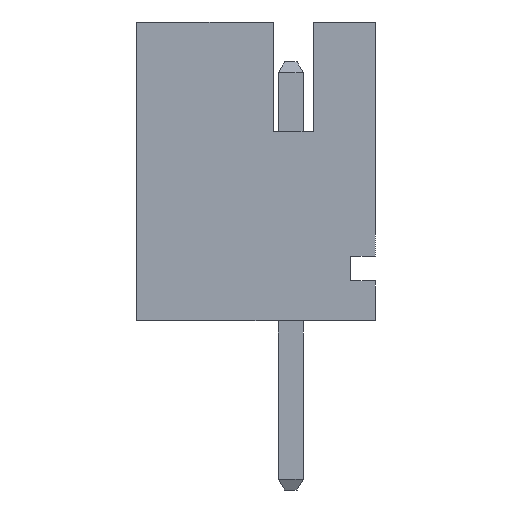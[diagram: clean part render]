
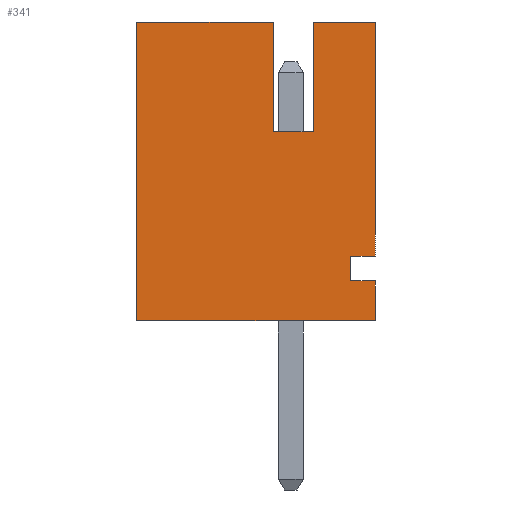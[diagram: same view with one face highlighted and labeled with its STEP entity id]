
A CAD part, left-side view. The second image highlights one B-rep face of the part: STEP entity #341.
In plain terms, the highlighted planar face has unit normal (-1, 0, 0).
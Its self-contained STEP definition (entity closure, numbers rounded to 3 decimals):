
#341=ADVANCED_FACE('',(#927),#929,.T.);
#927=FACE_BOUND('',#928,.T.);
#928=EDGE_LOOP('',(#1396,#1397,#1398,#1399,#1400,#1401,#1402,#1403,#1404,#1405,#1406,
#1407));
#929=PLANE('',#930);
#930=AXIS2_PLACEMENT_3D('',#931,#932,#933);
#931=CARTESIAN_POINT('',(-6.,3.1,0.));
#932=DIRECTION('',(-1.,0.,0.));
#933=DIRECTION('',(0.,-1.,0.));
#1396=ORIENTED_EDGE('',*,*,#1740,.T.);
#1397=ORIENTED_EDGE('',*,*,#1741,.T.);
#1398=ORIENTED_EDGE('',*,*,#1742,.F.);
#1399=ORIENTED_EDGE('',*,*,#1716,.F.);
#1400=ORIENTED_EDGE('',*,*,#1732,.T.);
#1401=ORIENTED_EDGE('',*,*,#1739,.T.);
#1402=ORIENTED_EDGE('',*,*,#1743,.T.);
#1403=ORIENTED_EDGE('',*,*,#1744,.T.);
#1404=ORIENTED_EDGE('',*,*,#1745,.T.);
#1405=ORIENTED_EDGE('',*,*,#1746,.T.);
#1406=ORIENTED_EDGE('',*,*,#1747,.F.);
#1407=ORIENTED_EDGE('',*,*,#1748,.T.);
#1716=EDGE_CURVE('',#1923,#1925,#1926,.T.);
#1732=EDGE_CURVE('',#1923,#1948,#1950,.T.);
#1739=EDGE_CURVE('',#1948,#1961,#1963,.T.);
#1740=EDGE_CURVE('',#1964,#1965,#1966,.F.);
#1741=EDGE_CURVE('',#1965,#1967,#1968,.F.);
#1742=EDGE_CURVE('',#1925,#1967,#1969,.T.);
#1743=EDGE_CURVE('',#1961,#1970,#1971,.F.);
#1744=EDGE_CURVE('',#1970,#1972,#1973,.T.);
#1745=EDGE_CURVE('',#1972,#1974,#1975,.F.);
#1746=EDGE_CURVE('',#1974,#1976,#1977,.T.);
#1747=EDGE_CURVE('',#1978,#1976,#1979,.T.);
#1748=EDGE_CURVE('',#1978,#1964,#1980,.F.);
#1923=VERTEX_POINT('',#2279);
#1925=VERTEX_POINT('',#2283);
#1926=LINE('',#2284,#2285);
#1948=VERTEX_POINT('',#2336);
#1950=LINE('',#2340,#2341);
#1961=VERTEX_POINT('',#2363);
#1963=LINE('',#2367,#2368);
#1964=VERTEX_POINT('',#2370);
#1965=VERTEX_POINT('',#2371);
#1966=LINE('',#2372,#2373);
#1967=VERTEX_POINT('',#2375);
#1968=LINE('',#2376,#2377);
#1969=LINE('',#2379,#2380);
#1970=VERTEX_POINT('',#2382);
#1971=LINE('',#2383,#2384);
#1972=VERTEX_POINT('',#2386);
#1973=LINE('',#2387,#2388);
#1974=VERTEX_POINT('',#2390);
#1975=LINE('',#2391,#2392);
#1976=VERTEX_POINT('',#2394);
#1977=LINE('',#2395,#2396);
#1978=VERTEX_POINT('',#2398);
#1979=LINE('',#2399,#2400);
#1980=LINE('',#2402,#2403);
#2279=CARTESIAN_POINT('',(-6.,3.1,0.));
#2283=CARTESIAN_POINT('',(-6.,3.1,6.));
#2284=CARTESIAN_POINT('',(-6.,3.1,0.));
#2285=VECTOR('',#2286,1.);
#2286=DIRECTION('',(0.,0.,1.));
#2336=CARTESIAN_POINT('',(-6.,-1.7,0.));
#2340=CARTESIAN_POINT('',(-6.,3.1,0.));
#2341=VECTOR('',#2342,1.);
#2342=DIRECTION('',(0.,-1.,0.));
#2363=CARTESIAN_POINT('',(-6.,-1.7,0.8));
#2367=CARTESIAN_POINT('',(-6.,-1.7,0.));
#2368=VECTOR('',#2369,1.);
#2369=DIRECTION('',(0.,0.,1.));
#2370=CARTESIAN_POINT('',(-6.,-0.45,3.8));
#2371=CARTESIAN_POINT('',(-6.,0.35,3.8));
#2372=CARTESIAN_POINT('',(-6.,0.35,3.8));
#2373=VECTOR('',#2374,1.);
#2374=DIRECTION('',(0.,-1.,0.));
#2375=CARTESIAN_POINT('',(-6.,0.35,6.));
#2376=CARTESIAN_POINT('',(-6.,0.35,6.));
#2377=VECTOR('',#2378,1.);
#2378=DIRECTION('',(0.,0.,-1.));
#2379=CARTESIAN_POINT('',(-6.,3.1,6.));
#2380=VECTOR('',#2381,1.);
#2381=DIRECTION('',(0.,-1.,0.));
#2382=CARTESIAN_POINT('',(-6.,-1.2,0.8));
#2383=CARTESIAN_POINT('',(-6.,-1.2,0.8));
#2384=VECTOR('',#2385,1.);
#2385=DIRECTION('',(0.,-1.,0.));
#2386=CARTESIAN_POINT('',(-6.,-1.2,1.3));
#2387=CARTESIAN_POINT('',(-6.,-1.2,0.8));
#2388=VECTOR('',#2389,1.);
#2389=DIRECTION('',(0.,0.,1.));
#2390=CARTESIAN_POINT('',(-6.,-1.7,1.3));
#2391=CARTESIAN_POINT('',(-6.,-1.7,1.3));
#2392=VECTOR('',#2393,1.);
#2393=DIRECTION('',(0.,1.,0.));
#2394=CARTESIAN_POINT('',(-6.,-1.7,6.));
#2395=CARTESIAN_POINT('',(-6.,-1.7,1.3));
#2396=VECTOR('',#2397,1.);
#2397=DIRECTION('',(0.,0.,1.));
#2398=CARTESIAN_POINT('',(-6.,-0.45,6.));
#2399=CARTESIAN_POINT('',(-6.,-0.45,6.));
#2400=VECTOR('',#2401,1.);
#2401=DIRECTION('',(0.,-1.,0.));
#2402=CARTESIAN_POINT('',(-6.,-0.45,3.8));
#2403=VECTOR('',#2404,1.);
#2404=DIRECTION('',(0.,0.,1.));
